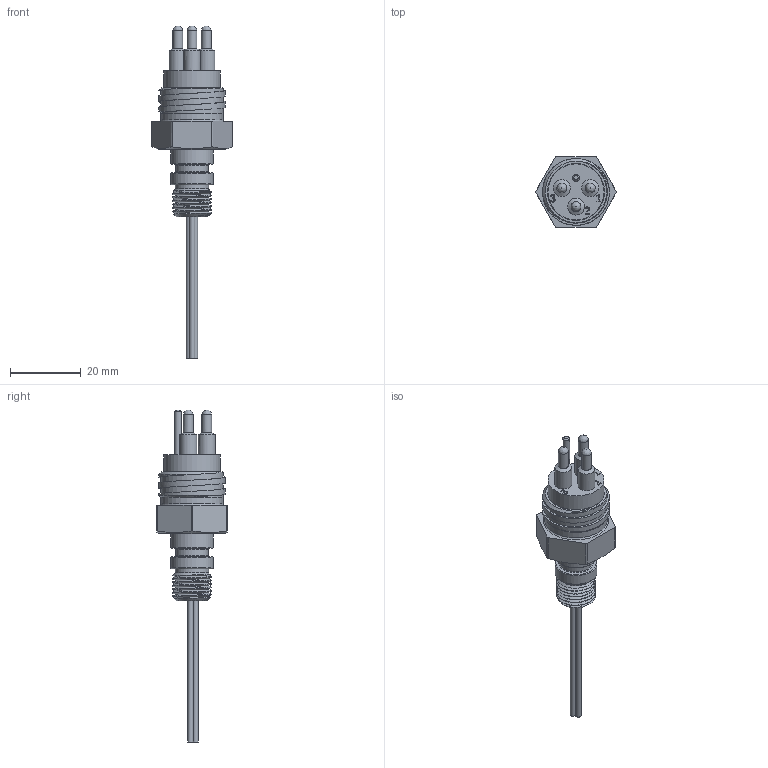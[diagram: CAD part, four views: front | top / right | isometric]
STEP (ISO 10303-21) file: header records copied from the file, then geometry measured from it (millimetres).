
FILE_DESCRIPTION(/* description */ (''),/* implementation_level */ '2;1');
FILE_NAME(/* name */ 'MCBH3M 2 O-ring 20mm Hex.stp',/* time_stamp */ '2014-11-26T14:50:14+01:00',/* author */ ('sh'),/* organization */ (''),/* preprocessor_version */ 'ST-DEVELOPER v15.2',/* originating_system */ 'Autodesk Inventor 2014',/* authorisation */ '');
FILE_SCHEMA (('AUTOMOTIVE_DESIGN { 1 0 10303 214 3 1 1 }'));
Length unit declared in the file: millimetre
Products named in the file (1): MCBH3M 2 O-ring 20mm Hex
Bounding box: 22.87 x 19.94 x 93.96 mm (x, y, z)
Volume: 8315.2 mm3; surface area: 6943.9 mm2
Topology: 9 solids, 9 shells, 169 faces, 428 edges, 289 vertices
Faces by surface type: plane 65, bspline 38, cylinder 37, cone 16, torus 13
Full cylindrical faces by diameter (mm): 1.524 x3, 1.981 x1, 2.032 x3, 2.779 x3, 4.775 x1, 4.801 x2, 5.537 x1, 7.264 x1, 9.322 x1, 9.398 x1, 11.918 x2, 13.5 x1, 15.875 x1, 15.9 x1, 16.129 x1, 17.628 x1, 17.971 x1
Entity records: 6862 total; most frequent: CARTESIAN_POINT 3200, ORIENTED_EDGE 700, DIRECTION 592, EDGE_CURVE 350, VERTEX_POINT 264, EDGE_LOOP 236, AXIS2_PLACEMENT_3D 231, STYLED_ITEM 169
